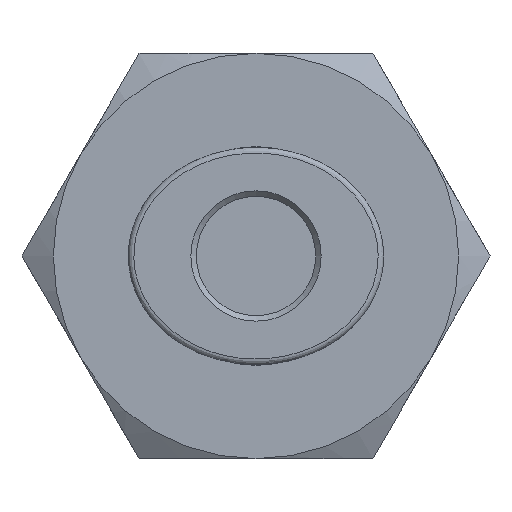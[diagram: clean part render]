
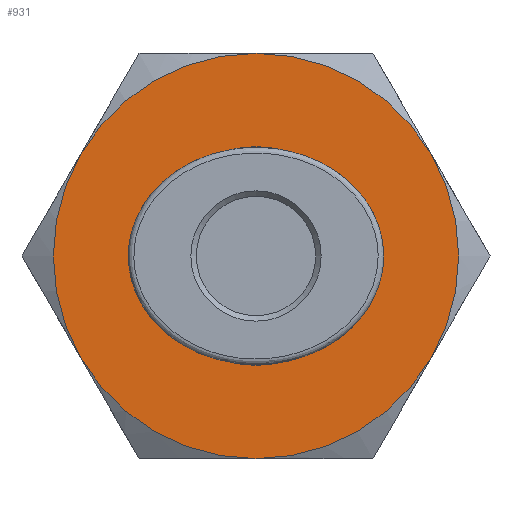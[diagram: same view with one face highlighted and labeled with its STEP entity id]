
A CAD part, left-side view. The second image highlights one B-rep face of the part: STEP entity #931.
In plain terms, the highlighted planar face has unit normal (-1, 0, 0).
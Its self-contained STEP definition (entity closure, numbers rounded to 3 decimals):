
#208=CARTESIAN_POINT('',(2.,-9.626,-5.558));
#209=VERTEX_POINT('',#208);
#223=CARTESIAN_POINT('',(2.,-9.626,5.557));
#224=VERTEX_POINT('',#223);
#238=CARTESIAN_POINT('',(2.,0.0,0.0));
#239=DIRECTION('',(-1.0,0.0,0.0));
#240=DIRECTION('',(0.0,1.0,0.0));
#241=AXIS2_PLACEMENT_3D('',#238,#239,#240);
#242=CIRCLE('',#241,11.115);
#243=EDGE_CURVE('',#209,#224,#242,.T.);
#255=CARTESIAN_POINT('',(2.,0.,-11.115));
#256=VERTEX_POINT('',#255);
#283=CARTESIAN_POINT('',(2.,0.0,0.0));
#284=DIRECTION('',(-1.0,0.0,0.0));
#285=DIRECTION('',(0.0,1.0,0.0));
#286=AXIS2_PLACEMENT_3D('',#283,#284,#285);
#287=CIRCLE('',#286,11.115);
#288=EDGE_CURVE('',#256,#209,#287,.T.);
#300=CARTESIAN_POINT('',(2.,9.626,-5.558));
#301=VERTEX_POINT('',#300);
#328=CARTESIAN_POINT('',(2.,0.0,0.0));
#329=DIRECTION('',(-1.0,0.0,0.0));
#330=DIRECTION('',(0.0,1.0,0.0));
#331=AXIS2_PLACEMENT_3D('',#328,#329,#330);
#332=CIRCLE('',#331,11.115);
#333=EDGE_CURVE('',#301,#256,#332,.T.);
#358=CARTESIAN_POINT('',(2.,9.626,5.557));
#359=VERTEX_POINT('',#358);
#360=CARTESIAN_POINT('',(2.,0.0,0.0));
#361=DIRECTION('',(-1.0,0.0,0.0));
#362=DIRECTION('',(0.0,1.0,0.0));
#363=AXIS2_PLACEMENT_3D('',#360,#361,#362);
#364=CIRCLE('',#363,11.115);
#365=EDGE_CURVE('',#359,#301,#364,.T.);
#403=CARTESIAN_POINT('',(2.,0.,11.115));
#404=VERTEX_POINT('',#403);
#405=CARTESIAN_POINT('',(2.,0.0,0.0));
#406=DIRECTION('',(-1.0,0.0,0.0));
#407=DIRECTION('',(0.0,1.0,0.0));
#408=AXIS2_PLACEMENT_3D('',#405,#406,#407);
#409=CIRCLE('',#408,11.115);
#410=EDGE_CURVE('',#404,#359,#409,.T.);
#448=CARTESIAN_POINT('',(2.,0.0,0.0));
#449=DIRECTION('',(-1.0,0.0,0.0));
#450=DIRECTION('',(0.0,1.0,0.0));
#451=AXIS2_PLACEMENT_3D('',#448,#449,#450);
#452=CIRCLE('',#451,11.115);
#453=EDGE_CURVE('',#224,#404,#452,.T.);
#900=CARTESIAN_POINT('',(2.,6.,0.0));
#901=VERTEX_POINT('',#900);
#902=CARTESIAN_POINT('',(2.,0.,0.0));
#903=DIRECTION('',(1.0,0.0,0.0));
#904=DIRECTION('',(0.0,1.0,0.0));
#905=AXIS2_PLACEMENT_3D('',#902,#903,#904);
#906=CIRCLE('',#905,6.);
#907=EDGE_CURVE('',#901,#901,#906,.T.);
#915=CARTESIAN_POINT('',(2.,8.558,0.0));
#916=DIRECTION('',(-1.0,0.0,0.0));
#917=DIRECTION('',(0.0,0.0,1.0));
#918=AXIS2_PLACEMENT_3D('',#915,#916,#917);
#919=PLANE('',#918);
#920=ORIENTED_EDGE('',*,*,#453,.T.);
#921=ORIENTED_EDGE('',*,*,#410,.T.);
#922=ORIENTED_EDGE('',*,*,#365,.T.);
#923=ORIENTED_EDGE('',*,*,#333,.T.);
#924=ORIENTED_EDGE('',*,*,#288,.T.);
#925=ORIENTED_EDGE('',*,*,#243,.T.);
#926=EDGE_LOOP('',(#920,#921,#922,#923,#924,#925));
#927=FACE_OUTER_BOUND('',#926,.T.);
#928=ORIENTED_EDGE('',*,*,#907,.T.);
#929=EDGE_LOOP('',(#928));
#930=FACE_BOUND('',#929,.T.);
#931=ADVANCED_FACE('',(#927,#930),#919,.T.);
